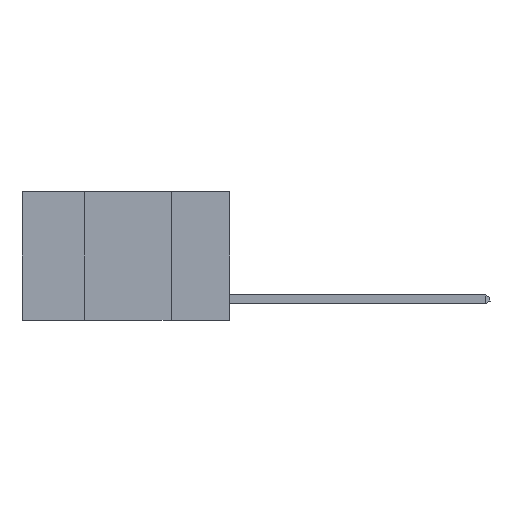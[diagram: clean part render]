
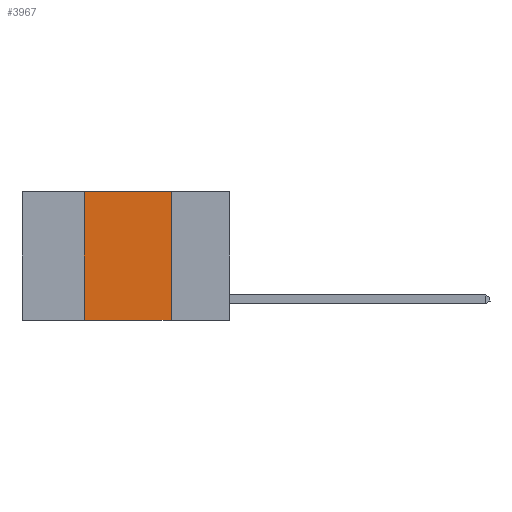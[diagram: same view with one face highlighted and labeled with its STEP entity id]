
A CAD part, left-side view. The second image highlights one B-rep face of the part: STEP entity #3967.
In plain terms, the highlighted planar face has unit normal (-1, 0, 0).
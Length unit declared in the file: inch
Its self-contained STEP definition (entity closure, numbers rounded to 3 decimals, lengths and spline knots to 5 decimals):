
#3395 = FACE_OUTER_BOUND ( 'NONE', #13542, .T. ) ;
#3531 = VERTEX_POINT ( 'NONE', #17694 ) ;
#3967 = ADVANCED_FACE ( 'NONE', ( #3395 ), #5438, .F. ) ;
#4291 = CARTESIAN_POINT ( 'NONE',  ( 0., 0.17, 0. ) ) ;
#4316 = LINE ( 'NONE', #8760, #12610 ) ;
#4544 = CARTESIAN_POINT ( 'NONE',  ( 0., 0.6, -0.37 ) ) ;
#4760 = ORIENTED_EDGE ( 'NONE', *, *, #14227, .T. ) ;
#5438 = PLANE ( 'NONE',  #17009 ) ;
#5445 = DIRECTION ( 'NONE',  ( 0., 0., -1. ) ) ;
#6026 = VECTOR ( 'NONE', #10874, 39.37008 ) ;
#6029 = EDGE_CURVE ( 'NONE', #17773, #3531, #19306, .T. ) ;
#7081 = ORIENTED_EDGE ( 'NONE', *, *, #9790, .F. ) ;
#7104 = DIRECTION ( 'NONE',  ( 0., 0., -1. ) ) ;
#7621 = LINE ( 'NONE', #4544, #15955 ) ;
#8674 = CARTESIAN_POINT ( 'NONE',  ( 0., 0.6, 0. ) ) ;
#8760 = CARTESIAN_POINT ( 'NONE',  ( 0., 0.17, 0. ) ) ;
#8976 = CARTESIAN_POINT ( 'NONE',  ( 0., 0.6, 0. ) ) ;
#9208 = VERTEX_POINT ( 'NONE', #10678 ) ;
#9790 = EDGE_CURVE ( 'NONE', #11244, #9208, #4316, .T. ) ;
#10678 = CARTESIAN_POINT ( 'NONE',  ( 0., 0.17, -0.37 ) ) ;
#10874 = DIRECTION ( 'NONE',  ( 0., 0., 1. ) ) ;
#11244 = VERTEX_POINT ( 'NONE', #4291 ) ;
#11992 = ORIENTED_EDGE ( 'NONE', *, *, #17857, .F. ) ;
#12239 = DIRECTION ( 'NONE',  ( 0., -1., 0. ) ) ;
#12456 = CARTESIAN_POINT ( 'NONE',  ( 0., 0.42, 0. ) ) ;
#12610 = VECTOR ( 'NONE', #5445, 39.37008 ) ;
#12942 = VECTOR ( 'NONE', #12239, 39.37008 ) ;
#13462 = LINE ( 'NONE', #8976, #12942 ) ;
#13542 = EDGE_LOOP ( 'NONE', ( #7081, #11992, #20911, #4760 ) ) ;
#13792 = CARTESIAN_POINT ( 'NONE',  ( 0., 0.42, -0.37 ) ) ;
#14227 = EDGE_CURVE ( 'NONE', #17773, #9208, #7621, .T. ) ;
#14829 = DIRECTION ( 'NONE',  ( 0., -1., 0. ) ) ;
#15955 = VECTOR ( 'NONE', #14829, 39.37008 ) ;
#17009 = AXIS2_PLACEMENT_3D ( 'NONE', #8674, #17071, #7104 ) ;
#17071 = DIRECTION ( 'NONE',  ( 1., 0., 0. ) ) ;
#17694 = CARTESIAN_POINT ( 'NONE',  ( 0., 0.42, 0. ) ) ;
#17773 = VERTEX_POINT ( 'NONE', #13792 ) ;
#17857 = EDGE_CURVE ( 'NONE', #3531, #11244, #13462, .T. ) ;
#19306 = LINE ( 'NONE', #12456, #6026 ) ;
#20911 = ORIENTED_EDGE ( 'NONE', *, *, #6029, .F. ) ;
